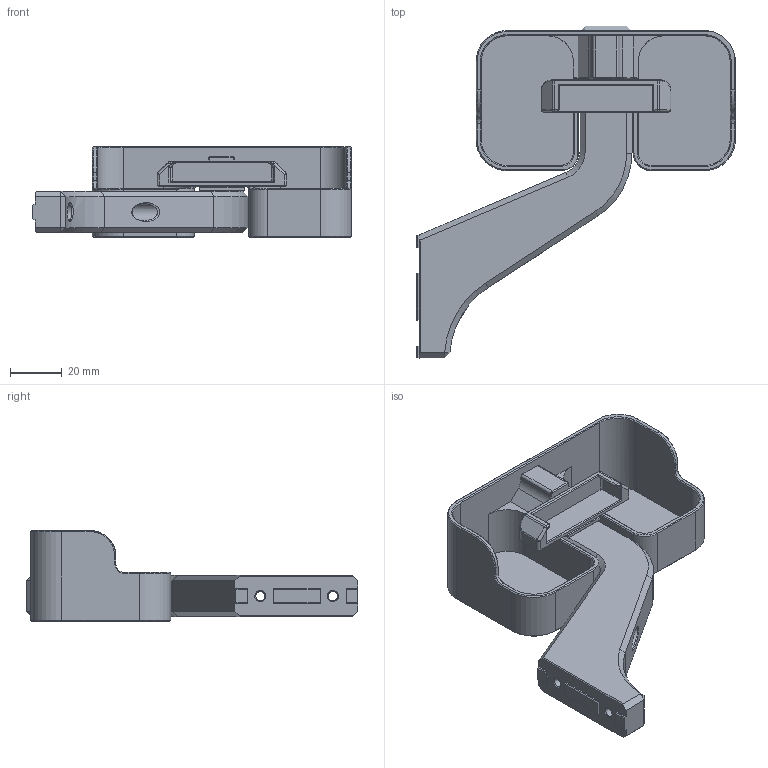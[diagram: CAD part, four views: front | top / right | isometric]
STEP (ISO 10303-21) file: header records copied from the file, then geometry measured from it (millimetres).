
FILE_DESCRIPTION(/* description */ (''),/* implementation_level */ '2;1');
FILE_NAME(/* name */ 'DecontaminatorTridentv4.step',/* time_stamp */ '2022-05-14T21:23:24-07:00',/* author */ (''),/* organization */ (''),/* preprocessor_version */ 'ST-DEVELOPER v18.1',/* originating_system */ 'Autodesk Translation Framework v10.14.0.1471',/* authorisation */ '');
FILE_SCHEMA (('AUTOMOTIVE_DESIGN { 1 0 10303 214 3 1 1 }'));
Length unit declared in the file: millimetre
Products named in the file (5): Decontaminator Trident Bracket; DecontaminatorTridentBracket; BrushHolder; TridentBucket; 2mmSpacer
Assembly tree (4 placements, depth 2):
  Decontaminator Trident Bracket
    DecontaminatorTridentBracket
    BrushHolder
    TridentBucket
    2mmSpacer
Bounding box: 122.91 x 128 x 35 mm (x, y, z)
Volume: 82734.1 mm3; surface area: 43468.5 mm2
Topology: 4 solids, 4 shells, 363 faces, 882 edges, 530 vertices
Faces by surface type: plane 216, cylinder 67, cone 56, bspline 20, sphere 4
Full cylindrical faces by diameter (mm): 3.2 x2, 3.5 x6, 4.7 x4, 6 x2, 6.5 x2
Entity records: 12229 total; most frequent: CARTESIAN_POINT 3632, ORIENTED_EDGE 1760, DIRECTION 1736, EDGE_CURVE 880, LINE 608, VECTOR 608, AXIS2_PLACEMENT_3D 564, VERTEX_POINT 530
